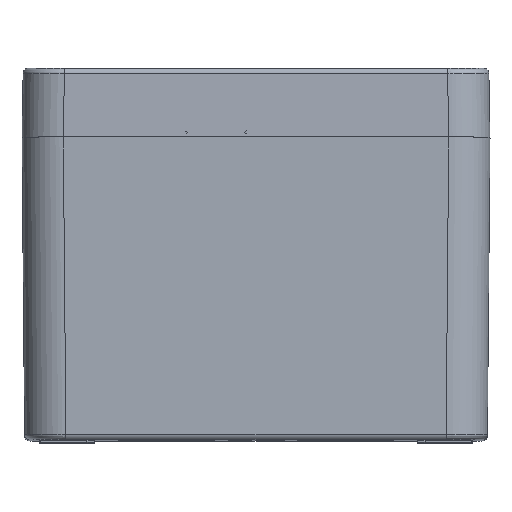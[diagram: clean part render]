
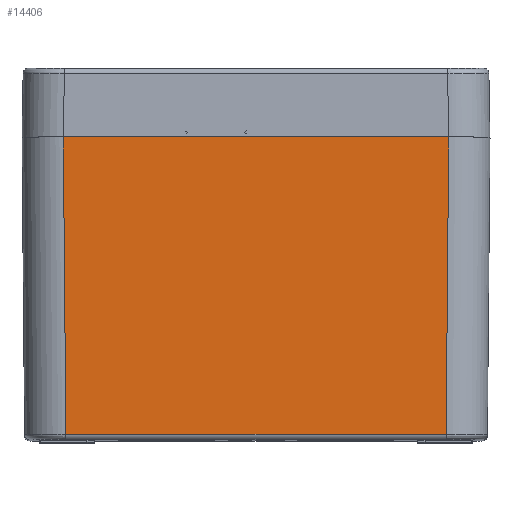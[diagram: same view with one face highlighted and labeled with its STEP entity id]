
A CAD part, top view. The second image highlights one B-rep face of the part: STEP entity #14406.
In plain terms, the highlighted planar face has unit normal (0, -0.009, 1).
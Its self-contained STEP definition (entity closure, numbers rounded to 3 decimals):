
#131 = EDGE_CURVE ( 'NONE', #113477, #25134, #58785, .T. ) ;
#11314 = CARTESIAN_POINT ( 'NONE',  ( -85., 0., 135. ) ) ;
#11942 = DIRECTION ( 'NONE',  ( 1., 0., 0. ) ) ;
#12028 = CARTESIAN_POINT ( 'NONE',  ( 69.041, -108.017, 134.057 ) ) ;
#12501 = PLANE ( 'NONE',  #115812 ) ;
#12545 = CARTESIAN_POINT ( 'NONE',  ( -85., 0., 135. ) ) ;
#14406 = ADVANCED_FACE ( 'NONE', ( #49606 ), #12501, .T. ) ;
#19505 = CARTESIAN_POINT ( 'NONE',  ( 70.001, 0., 135. ) ) ;
#21631 = DIRECTION ( 'NONE',  ( 0., -0.009, 1. ) ) ;
#22907 = CARTESIAN_POINT ( 'NONE',  ( 69.989, -1.352, 134.988 ) ) ;
#25134 = VERTEX_POINT ( 'NONE', #19505 ) ;
#25477 = EDGE_CURVE ( 'NONE', #101549, #25134, #32657, .T. ) ;
#28289 = ORIENTED_EDGE ( 'NONE', *, *, #25477, .T. ) ;
#32657 = LINE ( 'NONE', #22907, #36502 ) ;
#36502 = VECTOR ( 'NONE', #60031, 1000. ) ;
#41467 = ORIENTED_EDGE ( 'NONE', *, *, #131, .F. ) ;
#46659 = EDGE_CURVE ( 'NONE', #113477, #57750, #72781, .T. ) ;
#47323 = LINE ( 'NONE', #12028, #86482 ) ;
#49606 = FACE_OUTER_BOUND ( 'NONE', #60228, .T. ) ;
#54617 = VECTOR ( 'NONE', #11942, 1000. ) ;
#57750 = VERTEX_POINT ( 'NONE', #66225 ) ;
#58785 = LINE ( 'NONE', #12545, #54617 ) ;
#60031 = DIRECTION ( 'NONE',  ( 0.009, 1., 0.009 ) ) ;
#60228 = EDGE_LOOP ( 'NONE', ( #83436, #78941, #28289, #41467 ) ) ;
#66225 = CARTESIAN_POINT ( 'NONE',  ( -69.058, -108.017, 134.057 ) ) ;
#67316 = DIRECTION ( 'NONE',  ( 0., -1., -0.009 ) ) ;
#72616 = EDGE_CURVE ( 'NONE', #57750, #101549, #47323, .T. ) ;
#72781 = LINE ( 'NONE', #119614, #115648 ) ;
#78941 = ORIENTED_EDGE ( 'NONE', *, *, #72616, .T. ) ;
#79028 = CARTESIAN_POINT ( 'NONE',  ( 69.058, -108.017, 134.057 ) ) ;
#83436 = ORIENTED_EDGE ( 'NONE', *, *, #46659, .T. ) ;
#86482 = VECTOR ( 'NONE', #103951, 1000. ) ;
#90133 = CARTESIAN_POINT ( 'NONE',  ( -70.001, 0., 135. ) ) ;
#91043 = DIRECTION ( 'NONE',  ( 0.009, -1., -0.009 ) ) ;
#101549 = VERTEX_POINT ( 'NONE', #79028 ) ;
#103951 = DIRECTION ( 'NONE',  ( 1., 0., 0. ) ) ;
#113477 = VERTEX_POINT ( 'NONE', #90133 ) ;
#115648 = VECTOR ( 'NONE', #91043, 1000. ) ;
#115812 = AXIS2_PLACEMENT_3D ( 'NONE', #11314, #21631, #67316 ) ;
#119614 = CARTESIAN_POINT ( 'NONE',  ( -70.002, 0.131, 135.001 ) ) ;
